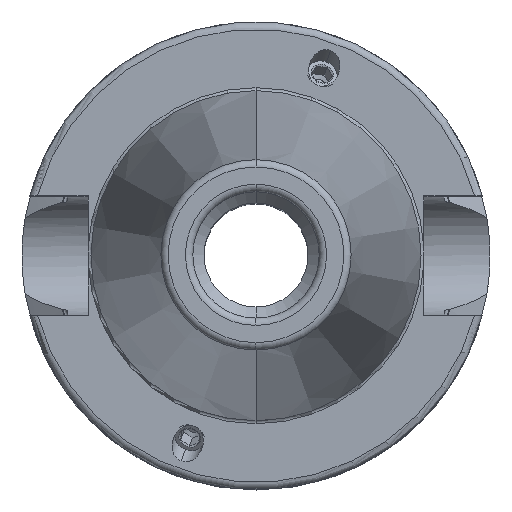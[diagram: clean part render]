
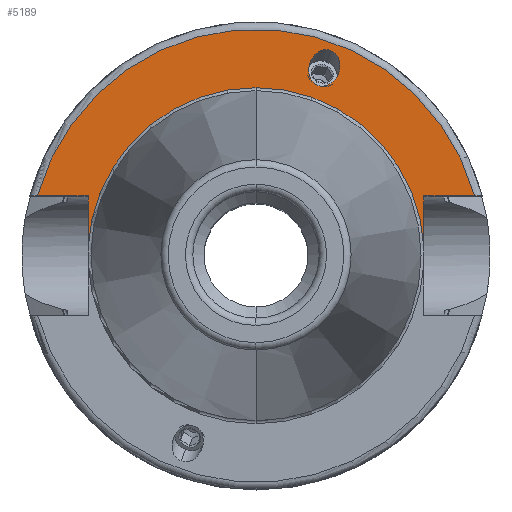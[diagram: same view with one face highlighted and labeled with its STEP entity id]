
A CAD part, top view. The second image highlights one B-rep face of the part: STEP entity #5189.
In plain terms, the highlighted planar face has unit normal (0, 0, 1).
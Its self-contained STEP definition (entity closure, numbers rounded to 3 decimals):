
#1350=CARTESIAN_POINT('',(0,0,25));
#1351=DIRECTION('',(0,0,1));
#1352=DIRECTION('',(0.965,0.264,0));
#1353=AXIS2_PLACEMENT_3D('',#1350,#1351,#1352);
#1400=DIRECTION('',(0,1,0));
#1401=VECTOR('',#1400,6.987);
#1402=CARTESIAN_POINT('',(-22.6,1.063,25));
#1403=LINE('',#1402,#1401);
#1404=DIRECTION('',(1,0,0));
#1405=VECTOR('',#1404,6.818);
#1406=CARTESIAN_POINT('',(-29.418,8.05,25));
#1407=LINE('',#1406,#1405);
#1408=DIRECTION('',(-1,0,0));
#1409=VECTOR('',#1408,6.818);
#1410=CARTESIAN_POINT('',(29.418,8.05,25));
#1411=LINE('',#1410,#1409);
#1412=DIRECTION('',(0,-1,0));
#1413=VECTOR('',#1412,6.987);
#1414=CARTESIAN_POINT('',(22.6,8.05,25));
#1415=LINE('',#1414,#1413);
#1416=CARTESIAN_POINT('',(10.056,27.629,25));
#1417=CARTESIAN_POINT('',(10.283,27.547,25));
#1418=CARTESIAN_POINT('',(10.737,27.268,25));
#1419=CARTESIAN_POINT('',(11.226,26.479,25));
#1420=CARTESIAN_POINT('',(11.341,25.65,25));
#1421=CARTESIAN_POINT('',(11.261,25.009,25));
#1422=CARTESIAN_POINT('',(11.137,24.573,25));
#1423=CARTESIAN_POINT('',(10.952,24.159,25));
#1424=CARTESIAN_POINT('',(10.601,23.617,25));
#1425=CARTESIAN_POINT('',(9.98,23.055,25));
#1426=CARTESIAN_POINT('',(9.098,22.765,25));
#1427=CARTESIAN_POINT('',(8.571,22.843,25));
#1428=CARTESIAN_POINT('',(8.344,22.926,25));
#1430=CARTESIAN_POINT('',(8.344,22.926,25));
#1431=CARTESIAN_POINT('',(8.117,23.009,25));
#1432=CARTESIAN_POINT('',(7.663,23.288,25));
#1433=CARTESIAN_POINT('',(7.174,24.076,25));
#1434=CARTESIAN_POINT('',(7.06,24.906,25));
#1435=CARTESIAN_POINT('',(7.14,25.547,25));
#1436=CARTESIAN_POINT('',(7.264,25.983,25));
#1437=CARTESIAN_POINT('',(7.449,26.396,25));
#1438=CARTESIAN_POINT('',(7.8,26.939,25));
#1439=CARTESIAN_POINT('',(8.421,27.5,25));
#1440=CARTESIAN_POINT('',(9.302,27.79,25));
#1441=CARTESIAN_POINT('',(9.829,27.712,25));
#1442=CARTESIAN_POINT('',(10.056,27.629,25));
#1478=CARTESIAN_POINT('',(0,0,25));
#1479=DIRECTION('',(0,0,1));
#1480=DIRECTION('',(0,1,0));
#1481=AXIS2_PLACEMENT_3D('',#1478,#1479,#1480);
#1509=CARTESIAN_POINT('',(0,0,25));
#1510=DIRECTION('',(0,0,-1));
#1511=DIRECTION('',(0,1,0));
#1512=AXIS2_PLACEMENT_3D('',#1509,#1510,#1511);
#3291=CARTESIAN_POINT('',(-22.6,1.063,25));
#3292=CARTESIAN_POINT('',(-22.6,8.05,25));
#3293=VERTEX_POINT('',#3291);
#3294=VERTEX_POINT('',#3292);
#3295=CARTESIAN_POINT('',(-29.418,8.05,25));
#3296=VERTEX_POINT('',#3295);
#3297=CARTESIAN_POINT('',(22.6,8.05,25));
#3298=CARTESIAN_POINT('',(22.6,1.063,25));
#3299=VERTEX_POINT('',#3297);
#3300=VERTEX_POINT('',#3298);
#3307=CARTESIAN_POINT('',(29.418,8.05,25));
#3308=VERTEX_POINT('',#3307);
#3355=CARTESIAN_POINT('',(0,22.625,25));
#3357=VERTEX_POINT('',#3355);
#3367=VERTEX_POINT('',#1416);
#3368=VERTEX_POINT('',#1428);
#5165=CARTESIAN_POINT('',(0,0,25));
#5166=DIRECTION('',(0,0,-1));
#5167=DIRECTION('',(0,-1,0));
#5168=AXIS2_PLACEMENT_3D('',#5165,#5166,#5167);
#5169=PLANE('',#5168);
#5170=ORIENTED_EDGE('',*,*,#4996,.T.);
#5171=ORIENTED_EDGE('',*,*,#5022,.F.);
#5172=ORIENTED_EDGE('',*,*,#5131,.F.);
#5174=ORIENTED_EDGE('',*,*,#5173,.T.);
#5176=ORIENTED_EDGE('',*,*,#5175,.T.);
#5178=ORIENTED_EDGE('',*,*,#5177,.F.);
#5180=ORIENTED_EDGE('',*,*,#5179,.T.);
#5181=EDGE_LOOP('',(#5170,#5171,#5172,#5174,#5176,#5178,#5180));
#5182=FACE_OUTER_BOUND('',#5181,.F.);
#5184=ORIENTED_EDGE('',*,*,#5183,.F.);
#5186=ORIENTED_EDGE('',*,*,#5185,.F.);
#5187=EDGE_LOOP('',(#5184,#5186));
#5188=FACE_BOUND('',#5187,.F.);
#5189=ADVANCED_FACE('',(#5182,#5188),#5169,.F.);
#1354=CIRCLE('',#1353,30.5);
#1429=B_SPLINE_CURVE_WITH_KNOTS('',3,(#1416,#1417,#1418,#1419,#1420,#1421,#1422,
#1423,#1424,#1425,#1426,#1427,#1428),.UNSPECIFIED.,.F.,.F.,(4,1,1,1,1,1,1,1,1,1,
4),(0,0.125,0.25,0.375,0.438,0.5,0.563,0.625,0.75,0.875,
1.0),.UNSPECIFIED.);
#1443=B_SPLINE_CURVE_WITH_KNOTS('',3,(#1430,#1431,#1432,#1433,#1434,#1435,#1436,
#1437,#1438,#1439,#1440,#1441,#1442),.UNSPECIFIED.,.F.,.F.,(4,1,1,1,1,1,1,1,1,1,
4),(0,0.125,0.25,0.375,0.438,0.5,0.563,0.625,0.75,0.875,
1.0),.UNSPECIFIED.);
#1482=CIRCLE('',#1481,22.625);
#1513=CIRCLE('',#1512,22.625);
#4996=EDGE_CURVE('',#3293,#3294,#1403,.T.);
#5022=EDGE_CURVE('',#3296,#3294,#1407,.T.);
#5131=EDGE_CURVE('',#3308,#3296,#1354,.T.);
#5173=EDGE_CURVE('',#3308,#3299,#1411,.T.);
#5175=EDGE_CURVE('',#3299,#3300,#1415,.T.);
#5177=EDGE_CURVE('',#3357,#3300,#1513,.T.);
#5179=EDGE_CURVE('',#3357,#3293,#1482,.T.);
#5183=EDGE_CURVE('',#3367,#3368,#1429,.T.);
#5185=EDGE_CURVE('',#3368,#3367,#1443,.T.);
